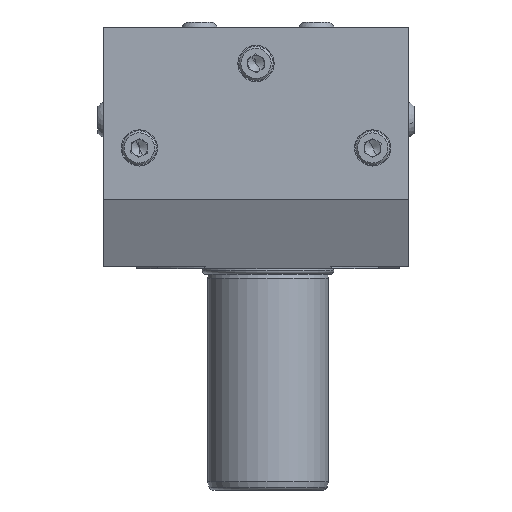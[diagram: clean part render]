
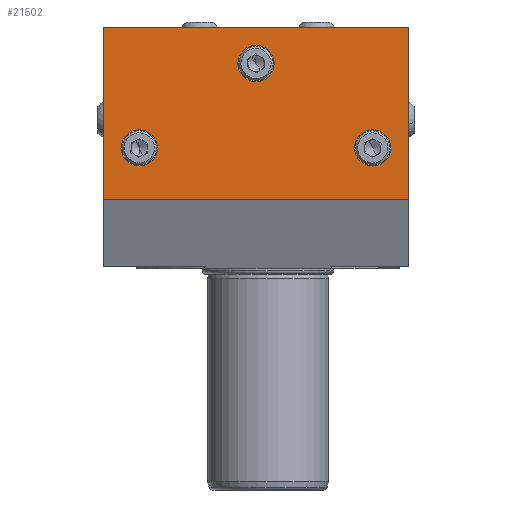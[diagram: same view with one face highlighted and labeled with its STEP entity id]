
A CAD part, front view. The second image highlights one B-rep face of the part: STEP entity #21502.
In plain terms, the highlighted planar face has unit normal (0, -1, 0).
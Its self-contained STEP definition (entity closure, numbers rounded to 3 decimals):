
#245 = CARTESIAN_POINT ( 'NONE',  ( 22.824, 0.962, 61.403 ) ) ;
#958 = ORIENTED_EDGE ( 'NONE', *, *, #19218, .F. ) ;
#1061 = CARTESIAN_POINT ( 'NONE',  ( 22.824, 0.962, 65.903 ) ) ;
#1147 = VERTEX_POINT ( 'NONE', #7561 ) ;
#1361 = ORIENTED_EDGE ( 'NONE', *, *, #18353, .F. ) ;
#1856 = EDGE_LOOP ( 'NONE', ( #19517, #20019 ) ) ;
#1948 = ORIENTED_EDGE ( 'NONE', *, *, #14969, .T. ) ;
#2604 = VECTOR ( 'NONE', #4115, 1000. ) ;
#2681 = EDGE_CURVE ( 'NONE', #9405, #16881, #20343, .T. ) ;
#2828 = FACE_OUTER_BOUND ( 'NONE', #11667, .T. ) ;
#3649 = DIRECTION ( 'NONE',  ( 0., -1., 0. ) ) ;
#3798 = DIRECTION ( 'NONE',  ( 0., 0., -1. ) ) ;
#4115 = DIRECTION ( 'NONE',  ( 1., 0., 0. ) ) ;
#4979 = CARTESIAN_POINT ( 'NONE',  ( 51.824, 0.962, 44.903 ) ) ;
#5017 = PLANE ( 'NONE',  #11186 ) ;
#5877 = CARTESIAN_POINT ( 'NONE',  ( 60.824, 0.962, 32.059 ) ) ;
#6233 = ORIENTED_EDGE ( 'NONE', *, *, #15387, .F. ) ;
#6294 = DIRECTION ( 'NONE',  ( 0., 0., -1. ) ) ;
#6551 = ORIENTED_EDGE ( 'NONE', *, *, #12835, .F. ) ;
#6855 = VERTEX_POINT ( 'NONE', #21042 ) ;
#6990 = DIRECTION ( 'NONE',  ( 0., 0., -1. ) ) ;
#7327 = DIRECTION ( 'NONE',  ( 0., -1., 0. ) ) ;
#7561 = CARTESIAN_POINT ( 'NONE',  ( -15.176, 0.962, 74.903 ) ) ;
#7580 = ORIENTED_EDGE ( 'NONE', *, *, #18887, .F. ) ;
#7788 = DIRECTION ( 'NONE',  ( 0., -1., 0. ) ) ;
#8406 = CARTESIAN_POINT ( 'NONE',  ( -6.176, 0.962, 40.403 ) ) ;
#8538 = AXIS2_PLACEMENT_3D ( 'NONE', #15141, #7788, #20530 ) ;
#8764 = VERTEX_POINT ( 'NONE', #13057 ) ;
#8775 = DIRECTION ( 'NONE',  ( 0., 1., 0. ) ) ;
#8808 = DIRECTION ( 'NONE',  ( 0., -1., 0. ) ) ;
#8825 = CARTESIAN_POINT ( 'NONE',  ( 51.824, 0.962, 49.403 ) ) ;
#9055 = CIRCLE ( 'NONE', #10851, 4.5 ) ;
#9266 = DIRECTION ( 'NONE',  ( 0., 0., -1. ) ) ;
#9385 = EDGE_LOOP ( 'NONE', ( #6233, #9910 ) ) ;
#9405 = VERTEX_POINT ( 'NONE', #8825 ) ;
#9691 = CARTESIAN_POINT ( 'NONE',  ( -15.177, 0.962, 32.059 ) ) ;
#9808 = VERTEX_POINT ( 'NONE', #245 ) ;
#9910 = ORIENTED_EDGE ( 'NONE', *, *, #10617, .F. ) ;
#10209 = AXIS2_PLACEMENT_3D ( 'NONE', #4979, #8808, #14404 ) ;
#10285 = CARTESIAN_POINT ( 'NONE',  ( -15.176, 0.962, 74.903 ) ) ;
#10559 = CIRCLE ( 'NONE', #17546, 4.5 ) ;
#10617 = EDGE_CURVE ( 'NONE', #20198, #23727, #17599, .T. ) ;
#10693 = DIRECTION ( 'NONE',  ( 0., 0., -1. ) ) ;
#10851 = AXIS2_PLACEMENT_3D ( 'NONE', #1061, #15371, #20843 ) ;
#11186 = AXIS2_PLACEMENT_3D ( 'NONE', #16213, #8775, #18058 ) ;
#11667 = EDGE_LOOP ( 'NONE', ( #1948, #14631, #958, #1361 ) ) ;
#11764 = AXIS2_PLACEMENT_3D ( 'NONE', #16695, #13177, #9266 ) ;
#11995 = FACE_BOUND ( 'NONE', #1856, .T. ) ;
#12553 = FACE_BOUND ( 'NONE', #9385, .T. ) ;
#12835 = EDGE_CURVE ( 'NONE', #9808, #6855, #12957, .T. ) ;
#12957 = CIRCLE ( 'NONE', #11764, 4.5 ) ;
#13057 = CARTESIAN_POINT ( 'NONE',  ( 60.824, 0.962, 74.903 ) ) ;
#13177 = DIRECTION ( 'NONE',  ( 0., -1., 0. ) ) ;
#13424 = AXIS2_PLACEMENT_3D ( 'NONE', #20083, #3649, #10693 ) ;
#13811 = EDGE_CURVE ( 'NONE', #14863, #23566, #22676, .T. ) ;
#14404 = DIRECTION ( 'NONE',  ( 0., 0., -1. ) ) ;
#14631 = ORIENTED_EDGE ( 'NONE', *, *, #13811, .T. ) ;
#14863 = VERTEX_POINT ( 'NONE', #16756 ) ;
#14969 = EDGE_CURVE ( 'NONE', #1147, #14863, #18320, .T. ) ;
#15047 = CIRCLE ( 'NONE', #8538, 4.5 ) ;
#15141 = CARTESIAN_POINT ( 'NONE',  ( 51.824, 0.962, 44.903 ) ) ;
#15371 = DIRECTION ( 'NONE',  ( 0., -1., 0. ) ) ;
#15387 = EDGE_CURVE ( 'NONE', #23727, #20198, #10559, .T. ) ;
#16213 = CARTESIAN_POINT ( 'NONE',  ( -15.176, 0.962, 74.903 ) ) ;
#16419 = CARTESIAN_POINT ( 'NONE',  ( 60.824, 0.962, 74.903 ) ) ;
#16695 = CARTESIAN_POINT ( 'NONE',  ( 22.824, 0.962, 65.903 ) ) ;
#16756 = CARTESIAN_POINT ( 'NONE',  ( -15.176, 0.962, 32.059 ) ) ;
#16881 = VERTEX_POINT ( 'NONE', #17617 ) ;
#17400 = CARTESIAN_POINT ( 'NONE',  ( -15.176, 0.962, 74.903 ) ) ;
#17545 = CARTESIAN_POINT ( 'NONE',  ( -6.176, 0.962, 49.403 ) ) ;
#17546 = AXIS2_PLACEMENT_3D ( 'NONE', #18279, #7327, #3798 ) ;
#17599 = CIRCLE ( 'NONE', #13424, 4.5 ) ;
#17617 = CARTESIAN_POINT ( 'NONE',  ( 51.824, 0.962, 40.403 ) ) ;
#17657 = VECTOR ( 'NONE', #23118, 1000. ) ;
#18058 = DIRECTION ( 'NONE',  ( 0., 0., 1. ) ) ;
#18236 = LINE ( 'NONE', #10285, #17657 ) ;
#18279 = CARTESIAN_POINT ( 'NONE',  ( -6.176, 0.962, 44.903 ) ) ;
#18320 = LINE ( 'NONE', #17400, #22332 ) ;
#18353 = EDGE_CURVE ( 'NONE', #1147, #8764, #18236, .T. ) ;
#18784 = EDGE_CURVE ( 'NONE', #16881, #9405, #15047, .T. ) ;
#18887 = EDGE_CURVE ( 'NONE', #6855, #9808, #9055, .T. ) ;
#19059 = LINE ( 'NONE', #16419, #21919 ) ;
#19218 = EDGE_CURVE ( 'NONE', #8764, #23566, #19059, .T. ) ;
#19517 = ORIENTED_EDGE ( 'NONE', *, *, #18784, .F. ) ;
#20019 = ORIENTED_EDGE ( 'NONE', *, *, #2681, .F. ) ;
#20083 = CARTESIAN_POINT ( 'NONE',  ( -6.176, 0.962, 44.903 ) ) ;
#20198 = VERTEX_POINT ( 'NONE', #17545 ) ;
#20343 = CIRCLE ( 'NONE', #10209, 4.5 ) ;
#20530 = DIRECTION ( 'NONE',  ( 0., 0., -1. ) ) ;
#20843 = DIRECTION ( 'NONE',  ( 0., 0., -1. ) ) ;
#21042 = CARTESIAN_POINT ( 'NONE',  ( 22.824, 0.962, 70.403 ) ) ;
#21502 = ADVANCED_FACE ( 'NONE', ( #12553, #11995, #21751, #2828 ), #5017, .F. ) ;
#21751 = FACE_BOUND ( 'NONE', #22252, .T. ) ;
#21919 = VECTOR ( 'NONE', #6990, 1000. ) ;
#22252 = EDGE_LOOP ( 'NONE', ( #6551, #7580 ) ) ;
#22332 = VECTOR ( 'NONE', #6294, 1000. ) ;
#22676 = LINE ( 'NONE', #9691, #2604 ) ;
#23118 = DIRECTION ( 'NONE',  ( 1., 0., 0. ) ) ;
#23566 = VERTEX_POINT ( 'NONE', #5877 ) ;
#23727 = VERTEX_POINT ( 'NONE', #8406 ) ;
